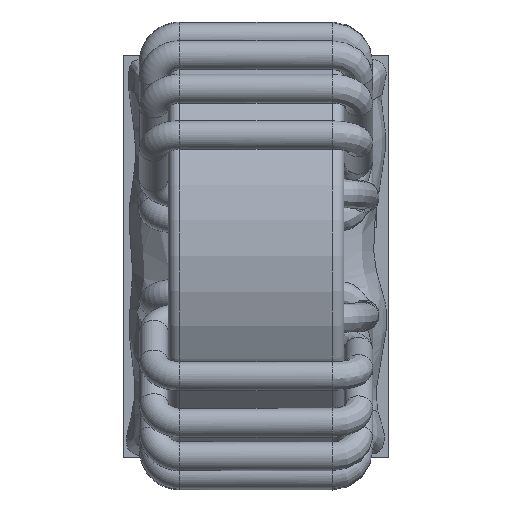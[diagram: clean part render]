
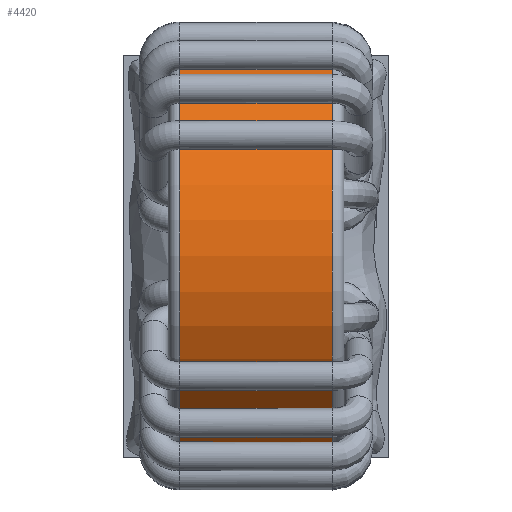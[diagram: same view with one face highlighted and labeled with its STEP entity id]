
A CAD part, top view. The second image highlights one B-rep face of the part: STEP entity #4420.
In plain terms, the highlighted cylindrical face has radius 18 mm (diameter 36 mm), a full revolution.
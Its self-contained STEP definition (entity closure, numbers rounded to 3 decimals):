
#472=CYLINDRICAL_SURFACE('',#4753,18.);
#1040=ORIENTED_EDGE('',*,*,#1525,.T.);
#1041=ORIENTED_EDGE('',*,*,#1524,.F.);
#1524=EDGE_CURVE('',#1869,#1869,#2061,.T.);
#1525=EDGE_CURVE('',#1870,#1870,#2062,.T.);
#1869=VERTEX_POINT('',#13628);
#1870=VERTEX_POINT('',#13631);
#2061=CIRCLE('',#4744,18.);
#2062=CIRCLE('',#4746,18.);
#2494=EDGE_LOOP('',(#1040));
#2495=EDGE_LOOP('',(#1041));
#2958=FACE_BOUND('',#2494,.T.);
#2959=FACE_BOUND('',#2495,.T.);
#4420=ADVANCED_FACE('',(#2958,#2959),#472,.T.);
#4744=AXIS2_PLACEMENT_3D('',#13627,#5343,#5344);
#4746=AXIS2_PLACEMENT_3D('',#13630,#5347,#5348);
#4753=AXIS2_PLACEMENT_3D('',#13641,#5361,#5362);
#5343=DIRECTION('',(0.,1.,0.));
#5344=DIRECTION('',(0.,0.,1.));
#5347=DIRECTION('',(0.,1.,0.));
#5348=DIRECTION('',(0.,0.,1.));
#5361=DIRECTION('',(0.,1.,0.));
#5362=DIRECTION('',(0.,0.,1.));
#13627=CARTESIAN_POINT('',(0.,6.65,-17.4));
#13628=CARTESIAN_POINT('',(0.,6.65,0.6));
#13630=CARTESIAN_POINT('',(0.,-6.65,-17.4));
#13631=CARTESIAN_POINT('',(0.,-6.65,0.6));
#13641=CARTESIAN_POINT('',(0.,-7.65,-17.4));
